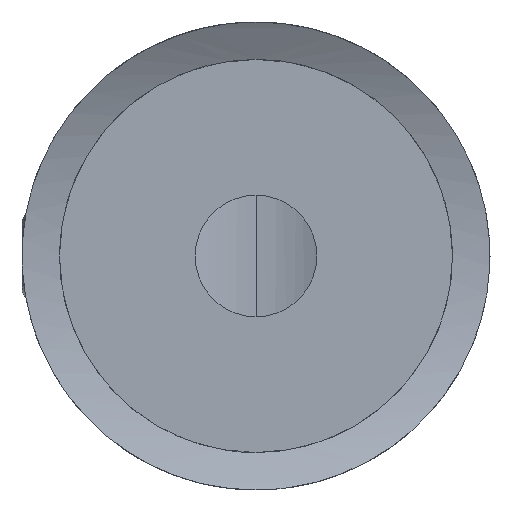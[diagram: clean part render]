
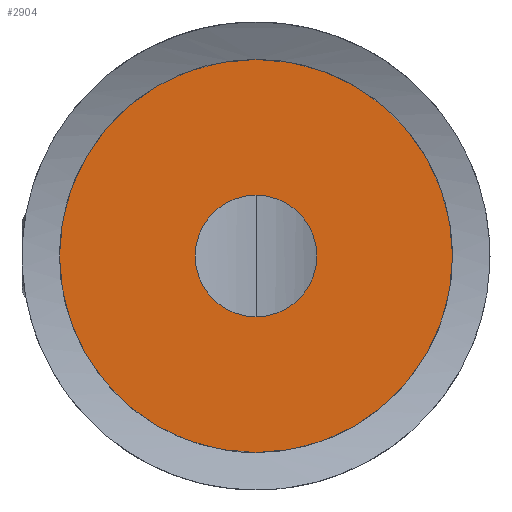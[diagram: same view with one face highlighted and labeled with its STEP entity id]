
A CAD part, left-side view. The second image highlights one B-rep face of the part: STEP entity #2904.
In plain terms, the highlighted planar face has unit normal (-1, 0, 0).
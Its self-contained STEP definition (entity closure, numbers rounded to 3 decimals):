
#40 = EDGE_CURVE ( 'NONE', #1430, #1938, #1006, .T. ) ;
#67 = VERTEX_POINT ( 'NONE', #214 ) ;
#214 = CARTESIAN_POINT ( 'NONE',  ( 8.5, 0., -3.25 ) ) ;
#369 = EDGE_LOOP ( 'NONE', ( #1328, #2908 ) ) ;
#424 = DIRECTION ( 'NONE',  ( 0., 0., 1. ) ) ;
#425 = EDGE_CURVE ( 'NONE', #1938, #1430, #2774, .T. ) ;
#436 = DIRECTION ( 'NONE',  ( -1., 0., 0. ) ) ;
#518 = DIRECTION ( 'NONE',  ( 0., 0., -1. ) ) ;
#557 = EDGE_CURVE ( 'NONE', #67, #2713, #2118, .T. ) ;
#577 = AXIS2_PLACEMENT_3D ( 'NONE', #1066, #840, #2472 ) ;
#753 = CARTESIAN_POINT ( 'NONE',  ( 8.5, 3.25, 0. ) ) ;
#840 = DIRECTION ( 'NONE',  ( -1., 0., 0. ) ) ;
#887 = AXIS2_PLACEMENT_3D ( 'NONE', #753, #2605, #518 ) ;
#940 = DIRECTION ( 'NONE',  ( -1., 0., 0. ) ) ;
#965 = PLANE ( 'NONE',  #887 ) ;
#980 = DIRECTION ( 'NONE',  ( 0., 0., 1. ) ) ;
#1006 = CIRCLE ( 'NONE', #577, 10.5 ) ;
#1066 = CARTESIAN_POINT ( 'NONE',  ( 8.5, 0., 0. ) ) ;
#1237 = FACE_OUTER_BOUND ( 'NONE', #369, .T. ) ;
#1248 = AXIS2_PLACEMENT_3D ( 'NONE', #1453, #2167, #980 ) ;
#1298 = CIRCLE ( 'NONE', #1248, 3.25 ) ;
#1328 = ORIENTED_EDGE ( 'NONE', *, *, #40, .T. ) ;
#1370 = CARTESIAN_POINT ( 'NONE',  ( 8.5, 0., 3.25 ) ) ;
#1430 = VERTEX_POINT ( 'NONE', #1546 ) ;
#1453 = CARTESIAN_POINT ( 'NONE',  ( 8.5, 0., 0. ) ) ;
#1546 = CARTESIAN_POINT ( 'NONE',  ( 8.5, 0., 10.5 ) ) ;
#1725 = ORIENTED_EDGE ( 'NONE', *, *, #557, .F. ) ;
#1938 = VERTEX_POINT ( 'NONE', #2041 ) ;
#2041 = CARTESIAN_POINT ( 'NONE',  ( 8.5, 0., -10.5 ) ) ;
#2067 = DIRECTION ( 'NONE',  ( 0., 0., 1. ) ) ;
#2111 = ORIENTED_EDGE ( 'NONE', *, *, #2170, .F. ) ;
#2118 = CIRCLE ( 'NONE', #2497, 3.25 ) ;
#2167 = DIRECTION ( 'NONE',  ( -1., 0., 0. ) ) ;
#2170 = EDGE_CURVE ( 'NONE', #2713, #67, #1298, .T. ) ;
#2243 = AXIS2_PLACEMENT_3D ( 'NONE', #2280, #436, #2067 ) ;
#2280 = CARTESIAN_POINT ( 'NONE',  ( 8.5, 0., 0. ) ) ;
#2472 = DIRECTION ( 'NONE',  ( 0., 0., 1. ) ) ;
#2497 = AXIS2_PLACEMENT_3D ( 'NONE', #2750, #940, #424 ) ;
#2605 = DIRECTION ( 'NONE',  ( 1., 0., 0. ) ) ;
#2713 = VERTEX_POINT ( 'NONE', #1370 ) ;
#2750 = CARTESIAN_POINT ( 'NONE',  ( 8.5, 0., 0. ) ) ;
#2756 = EDGE_LOOP ( 'NONE', ( #2111, #1725 ) ) ;
#2774 = CIRCLE ( 'NONE', #2243, 10.5 ) ;
#2851 = FACE_BOUND ( 'NONE', #2756, .T. ) ;
#2904 = ADVANCED_FACE ( 'NONE', ( #2851, #1237 ), #965, .F. ) ;
#2908 = ORIENTED_EDGE ( 'NONE', *, *, #425, .T. ) ;
